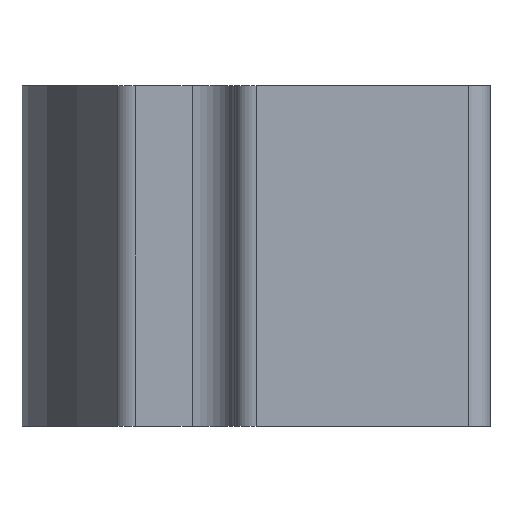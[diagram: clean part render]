
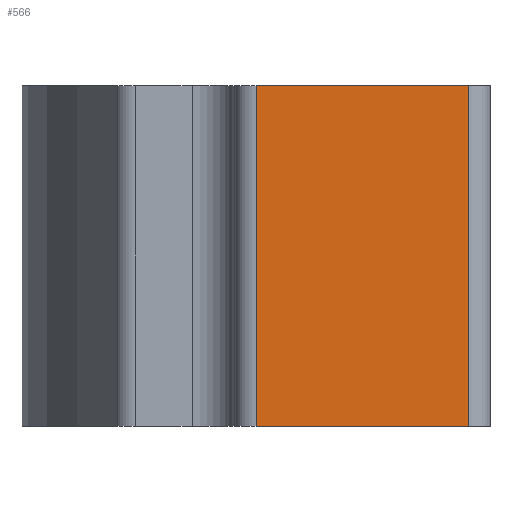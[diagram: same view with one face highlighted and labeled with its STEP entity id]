
A CAD part, front view. The second image highlights one B-rep face of the part: STEP entity #566.
In plain terms, the highlighted planar face has unit normal (0, -1, 0).
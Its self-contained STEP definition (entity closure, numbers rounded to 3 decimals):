
#41 = CARTESIAN_POINT ( 'NONE',  ( -1.5, -12.961, 8. ) ) ;
#46 = DIRECTION ( 'NONE',  ( 0., 0., 1. ) ) ;
#73 = VECTOR ( 'NONE', #46, 1000. ) ;
#89 = EDGE_LOOP ( 'NONE', ( #295, #185, #342, #454 ) ) ;
#109 = DIRECTION ( 'NONE',  ( 0., 0., -1. ) ) ;
#110 = CARTESIAN_POINT ( 'NONE',  ( -6.5, -12.961, 8. ) ) ;
#136 = DIRECTION ( 'NONE',  ( -1., 0., 0. ) ) ;
#137 = DIRECTION ( 'NONE',  ( 0., -1., 0. ) ) ;
#182 = DIRECTION ( 'NONE',  ( 0., 0., -1. ) ) ;
#185 = ORIENTED_EDGE ( 'NONE', *, *, #620, .T. ) ;
#186 = CARTESIAN_POINT ( 'NONE',  ( -1.5, -12.961, 0. ) ) ;
#261 = EDGE_CURVE ( 'NONE', #563, #691, #271, .T. ) ;
#271 = LINE ( 'NONE', #781, #475 ) ;
#295 = ORIENTED_EDGE ( 'NONE', *, *, #737, .F. ) ;
#318 = VERTEX_POINT ( 'NONE', #648 ) ;
#323 = CARTESIAN_POINT ( 'NONE',  ( -6.5, -12.961, 0. ) ) ;
#342 = ORIENTED_EDGE ( 'NONE', *, *, #261, .T. ) ;
#401 = CARTESIAN_POINT ( 'NONE',  ( -7., -12.961, 0. ) ) ;
#454 = ORIENTED_EDGE ( 'NONE', *, *, #588, .T. ) ;
#464 = VECTOR ( 'NONE', #136, 1000. ) ;
#471 = PLANE ( 'NONE',  #756 ) ;
#475 = VECTOR ( 'NONE', #773, 1000. ) ;
#482 = VECTOR ( 'NONE', #182, 1000. ) ;
#533 = CARTESIAN_POINT ( 'NONE',  ( -7., -12.961, 8. ) ) ;
#563 = VERTEX_POINT ( 'NONE', #728 ) ;
#566 = ADVANCED_FACE ( 'NONE', ( #716 ), #471, .T. ) ;
#588 = EDGE_CURVE ( 'NONE', #691, #318, #660, .T. ) ;
#592 = VERTEX_POINT ( 'NONE', #186 ) ;
#620 = EDGE_CURVE ( 'NONE', #592, #563, #646, .T. ) ;
#637 = LINE ( 'NONE', #401, #464 ) ;
#646 = LINE ( 'NONE', #41, #73 ) ;
#648 = CARTESIAN_POINT ( 'NONE',  ( -6.5, -12.961, 0. ) ) ;
#660 = LINE ( 'NONE', #323, #482 ) ;
#691 = VERTEX_POINT ( 'NONE', #110 ) ;
#716 = FACE_OUTER_BOUND ( 'NONE', #89, .T. ) ;
#728 = CARTESIAN_POINT ( 'NONE',  ( -1.5, -12.961, 8. ) ) ;
#737 = EDGE_CURVE ( 'NONE', #592, #318, #637, .T. ) ;
#756 = AXIS2_PLACEMENT_3D ( 'NONE', #533, #137, #109 ) ;
#773 = DIRECTION ( 'NONE',  ( -1., 0., 0. ) ) ;
#781 = CARTESIAN_POINT ( 'NONE',  ( -7., -12.961, 8. ) ) ;
